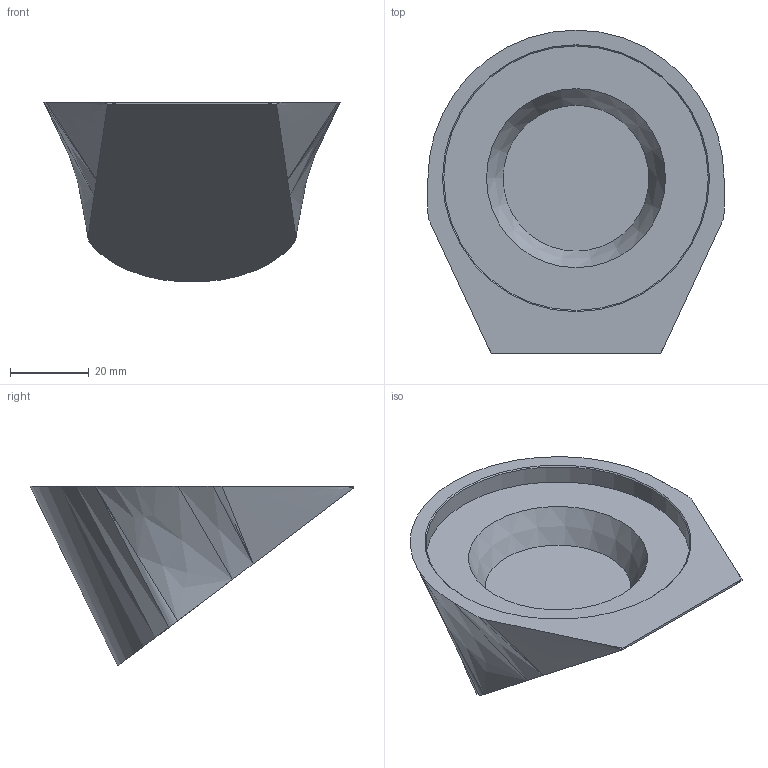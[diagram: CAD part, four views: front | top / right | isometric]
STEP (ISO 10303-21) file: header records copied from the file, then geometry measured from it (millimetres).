
FILE_DESCRIPTION(('FreeCAD Model'),'2;1');
FILE_NAME('Open CASCADE Shape Model','2023-05-03T20:48:12',(''),(''), 'Open CASCADE STEP processor 7.6','FreeCAD','Unknown');
FILE_SCHEMA(('AUTOMOTIVE_DESIGN { 1 0 10303 214 1 1 1 1 }'));
Length unit declared in the file: millimetre
Products named in the file (1): Body
Bounding box: 75 x 82 x 45.57 mm (x, y, z)
Volume: 64811.3 mm3; surface area: 17557.5 mm2
Topology: 1 solids, 2 shells, 59 faces, 126 edges, 69 vertices
Faces by surface type: plane 43, bspline 13, cone 2, cylinder 1
Full cylindrical faces by diameter (mm): 67 x1
Entity records: 6693 total; most frequent: CARTESIAN_POINT 3890, DIRECTION 420, LINE 301, VECTOR 301, ORIENTED_EDGE 244, PCURVE 244, DEFINITIONAL_REPRESENTATION 244, EDGE_CURVE 122
